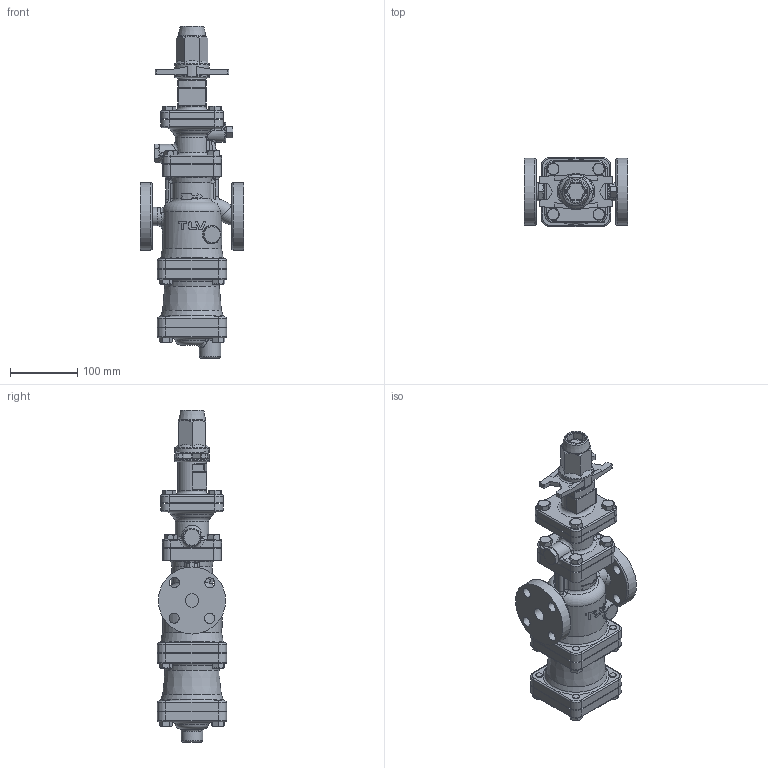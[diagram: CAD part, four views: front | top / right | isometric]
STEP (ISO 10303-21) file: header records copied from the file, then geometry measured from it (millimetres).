
FILE_DESCRIPTION((''),'2;1');
FILE_NAME('cos3x-020-jis10-00.stp','2013-08-05T11:51:44',('nakaot'),(''),'Autodesk Inventor 2012','Autodesk Inventor 2012','');
FILE_SCHEMA(('AUTOMOTIVE_DESIGN { 1 0 10303 214 1 1 1 1 }'));
Length unit declared in the file: millimetre
Products named in the file (1): cos3x-020-jis10-00
Bounding box: 155 x 103 x 495 mm (x, y, z)
Volume: 2703864.2 mm3; surface area: 281636.3 mm2
Topology: 1 solids, 1 shells, 788 faces, 1909 edges, 1172 vertices
Faces by surface type: plane 311, cylinder 219, bspline 114, torus 81, cone 46, sphere 17
Full cylindrical faces by diameter (mm): 10 x28, 12 x16, 15 x8, 17.475 x1, 20 x2, 26 x1, 27 x1, 32 x1, 42 x1, 52 x1, 60 x1, 70 x1, 80 x1, 88 x1, 90 x1, 100 x2
Entity records: 33692 total; most frequent: CARTESIAN_POINT 16853, ORIENTED_EDGE 3480, DIRECTION 3276, EDGE_CURVE 1740, AXIS2_PLACEMENT_3D 1306, VERTEX_POINT 1137, EDGE_LOOP 1017, FACE_OUTER_BOUND 787
